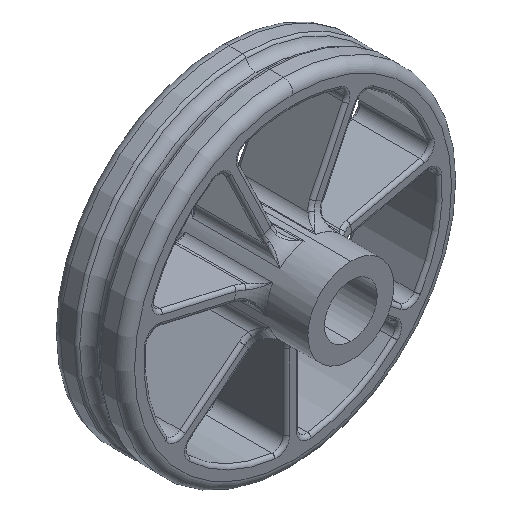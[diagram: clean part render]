
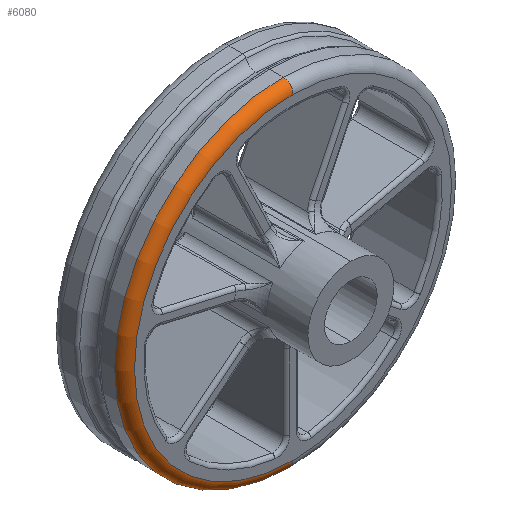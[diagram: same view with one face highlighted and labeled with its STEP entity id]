
A CAD part, isometric view. The second image highlights one B-rep face of the part: STEP entity #6080.
In plain terms, the highlighted toroidal (fillet/blend) face has major radius 23.9 mm and minor radius 1.5 mm.
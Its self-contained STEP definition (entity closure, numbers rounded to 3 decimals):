
#249 = CARTESIAN_POINT ( 'NONE',  ( -24.875, 10.213, -1.7 ) ) ;
#250 = DIRECTION ( 'NONE',  ( -1., 0., 0. ) ) ;
#251 = DIRECTION ( 'NONE',  ( 0., 0., 1. ) ) ;
#255 = CARTESIAN_POINT ( 'NONE',  ( -24.875, 10.213, -49.5 ) ) ;
#256 = DIRECTION ( 'NONE',  ( 1., 0., 0. ) ) ;
#257 = DIRECTION ( 'NONE',  ( 0., 0., -1. ) ) ;
#717 = CARTESIAN_POINT ( 'NONE',  ( -24.875, 10.213, -25.6 ) ) ;
#718 = DIRECTION ( 'NONE',  ( 0., 1., 0. ) ) ;
#719 = DIRECTION ( 'NONE',  ( 0., 0., 1. ) ) ;
#1139 = FACE_OUTER_BOUND ( 'NONE', #5738, .T. ) ;
#1141 = DIRECTION ( 'NONE',  ( 0., 1., 0. ) ) ;
#1144 = CARTESIAN_POINT ( 'NONE',  ( -24.875, 10.213, -25.6 ) ) ;
#1146 = DIRECTION ( 'NONE',  ( 0., 0., 1. ) ) ;
#1545 = CARTESIAN_POINT ( 'NONE',  ( -24.875, 8.713, -25.6 ) ) ;
#1546 = DIRECTION ( 'NONE',  ( 0., -1., 0. ) ) ;
#1547 = DIRECTION ( 'NONE',  ( 0., 0., 1. ) ) ;
#2635 = CARTESIAN_POINT ( 'NONE',  ( -24.875, 8.713, -49.5 ) ) ;
#2638 = CARTESIAN_POINT ( 'NONE',  ( -24.875, 8.713, -1.7 ) ) ;
#2640 = CARTESIAN_POINT ( 'NONE',  ( -24.875, 10.213, -0.2 ) ) ;
#2641 = CARTESIAN_POINT ( 'NONE',  ( -24.875, 10.213, -51. ) ) ;
#5235 = AXIS2_PLACEMENT_3D ( 'NONE', #1545, #1546, #1547 ) ;
#5238 = CIRCLE ( 'NONE', #5235, 23.9 ) ;
#5307 = AXIS2_PLACEMENT_3D ( 'NONE', #1144, #1141, #1146 ) ;
#5310 = TOROIDAL_SURFACE ( 'NONE', #5307, 23.9, 1.5 ) ;
#5437 = AXIS2_PLACEMENT_3D ( 'NONE', #255, #256, #257 ) ;
#5441 = AXIS2_PLACEMENT_3D ( 'NONE', #249, #250, #251 ) ;
#5442 = CIRCLE ( 'NONE', #5437, 1.5 ) ;
#5444 = CIRCLE ( 'NONE', #5441, 1.5 ) ;
#5512 = AXIS2_PLACEMENT_3D ( 'NONE', #717, #718, #719 ) ;
#5529 = CIRCLE ( 'NONE', #5512, 25.4 ) ;
#5738 = EDGE_LOOP ( 'NONE', ( #7514, #7515, #7516, #7517 ) ) ;
#5862 = EDGE_CURVE ( 'NONE', #6595, #6597, #5444, .T. ) ;
#5864 = EDGE_CURVE ( 'NONE', #6592, #6598, #5442, .T. ) ;
#6010 = EDGE_CURVE ( 'NONE', #6598, #6597, #5529, .T. ) ;
#6080 = ADVANCED_FACE ( 'NONE', ( #1139 ), #5310, .T. ) ;
#6129 = EDGE_CURVE ( 'NONE', #6595, #6592, #5238, .T. ) ;
#6592 = VERTEX_POINT ( 'NONE', #2635 ) ;
#6595 = VERTEX_POINT ( 'NONE', #2638 ) ;
#6597 = VERTEX_POINT ( 'NONE', #2640 ) ;
#6598 = VERTEX_POINT ( 'NONE', #2641 ) ;
#7514 = ORIENTED_EDGE ( 'NONE', *, *, #5864, .F. ) ;
#7515 = ORIENTED_EDGE ( 'NONE', *, *, #6129, .F. ) ;
#7516 = ORIENTED_EDGE ( 'NONE', *, *, #5862, .T. ) ;
#7517 = ORIENTED_EDGE ( 'NONE', *, *, #6010, .F. ) ;
